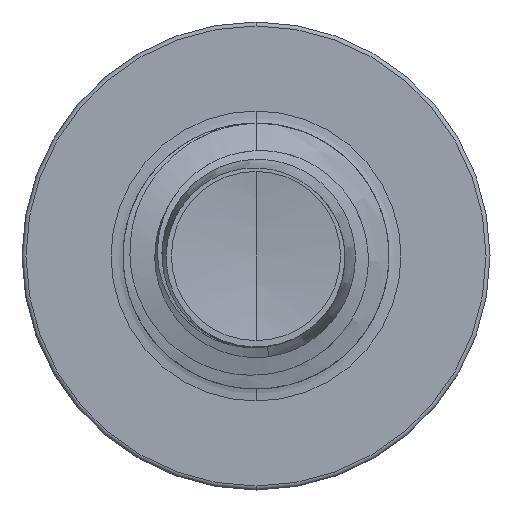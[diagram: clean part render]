
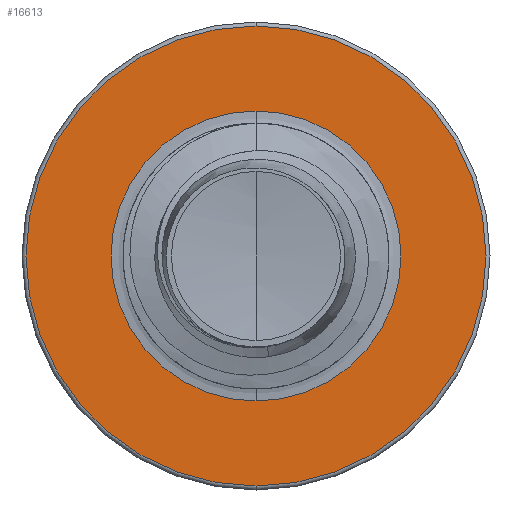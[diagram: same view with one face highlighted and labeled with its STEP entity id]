
A CAD part, front view. The second image highlights one B-rep face of the part: STEP entity #16613.
In plain terms, the highlighted planar face has unit normal (0, -1, 0).
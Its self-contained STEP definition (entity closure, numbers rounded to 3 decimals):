
#816 = AXIS2_PLACEMENT_3D ( 'NONE', #10063, #11640, #1250 ) ;
#1250 = DIRECTION ( 'NONE',  ( 0., 0., 1. ) ) ;
#1996 = AXIS2_PLACEMENT_3D ( 'NONE', #13495, #3519, #15001 ) ;
#2441 = CARTESIAN_POINT ( 'NONE',  ( 0., 8., 0. ) ) ;
#3519 = DIRECTION ( 'NONE',  ( 0., 1., 0. ) ) ;
#3627 = AXIS2_PLACEMENT_3D ( 'NONE', #18706, #9752, #20205 ) ;
#4259 = DIRECTION ( 'NONE',  ( 0., 0., 1. ) ) ;
#4363 = VERTEX_POINT ( 'NONE', #14138 ) ;
#4530 = VERTEX_POINT ( 'NONE', #6038 ) ;
#4688 = EDGE_LOOP ( 'NONE', ( #20850, #7408 ) ) ;
#5391 = EDGE_LOOP ( 'NONE', ( #8015, #10505 ) ) ;
#6038 = CARTESIAN_POINT ( 'NONE',  ( 0., 8., 2.163 ) ) ;
#6829 = CIRCLE ( 'NONE', #1996, 1.363 ) ;
#7408 = ORIENTED_EDGE ( 'NONE', *, *, #19260, .F. ) ;
#7950 = AXIS2_PLACEMENT_3D ( 'NONE', #2441, #14139, #4259 ) ;
#8015 = ORIENTED_EDGE ( 'NONE', *, *, #19154, .T. ) ;
#8313 = PLANE ( 'NONE',  #816 ) ;
#9609 = CARTESIAN_POINT ( 'NONE',  ( 0., 8., 0. ) ) ;
#9752 = DIRECTION ( 'NONE',  ( 0., 1., 0. ) ) ;
#10063 = CARTESIAN_POINT ( 'NONE',  ( 0., 8., -1.363 ) ) ;
#10192 = AXIS2_PLACEMENT_3D ( 'NONE', #9609, #20073, #11215 ) ;
#10505 = ORIENTED_EDGE ( 'NONE', *, *, #16091, .T. ) ;
#11215 = DIRECTION ( 'NONE',  ( 0., 0., 1. ) ) ;
#11640 = DIRECTION ( 'NONE',  ( 0., 1., 0. ) ) ;
#11938 = FACE_OUTER_BOUND ( 'NONE', #4688, .T. ) ;
#13132 = CIRCLE ( 'NONE', #10192, 2.163 ) ;
#13495 = CARTESIAN_POINT ( 'NONE',  ( 0., 8., 0. ) ) ;
#13640 = CIRCLE ( 'NONE', #7950, 1.363 ) ;
#14138 = CARTESIAN_POINT ( 'NONE',  ( 0., 8., -1.363 ) ) ;
#14139 = DIRECTION ( 'NONE',  ( 0., 1., 0. ) ) ;
#14223 = VERTEX_POINT ( 'NONE', #15315 ) ;
#14964 = EDGE_CURVE ( 'NONE', #4530, #16990, #19372, .T. ) ;
#15001 = DIRECTION ( 'NONE',  ( 0., 0., 1. ) ) ;
#15315 = CARTESIAN_POINT ( 'NONE',  ( 0., 8., 1.363 ) ) ;
#16091 = EDGE_CURVE ( 'NONE', #4363, #14223, #6829, .T. ) ;
#16613 = ADVANCED_FACE ( 'NONE', ( #11938, #19353 ), #8313, .F. ) ;
#16990 = VERTEX_POINT ( 'NONE', #17272 ) ;
#17272 = CARTESIAN_POINT ( 'NONE',  ( 0., 8., -2.162 ) ) ;
#18706 = CARTESIAN_POINT ( 'NONE',  ( 0., 8., 0. ) ) ;
#19154 = EDGE_CURVE ( 'NONE', #14223, #4363, #13640, .T. ) ;
#19260 = EDGE_CURVE ( 'NONE', #16990, #4530, #13132, .T. ) ;
#19353 = FACE_BOUND ( 'NONE', #5391, .T. ) ;
#19372 = CIRCLE ( 'NONE', #3627, 2.163 ) ;
#20073 = DIRECTION ( 'NONE',  ( 0., 1., 0. ) ) ;
#20205 = DIRECTION ( 'NONE',  ( 0., 0., 1. ) ) ;
#20850 = ORIENTED_EDGE ( 'NONE', *, *, #14964, .F. ) ;
